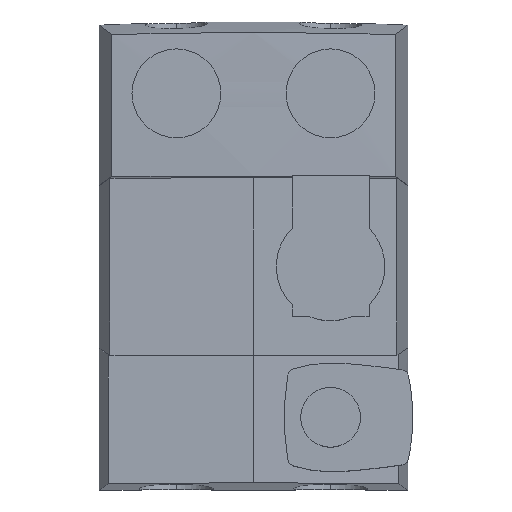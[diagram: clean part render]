
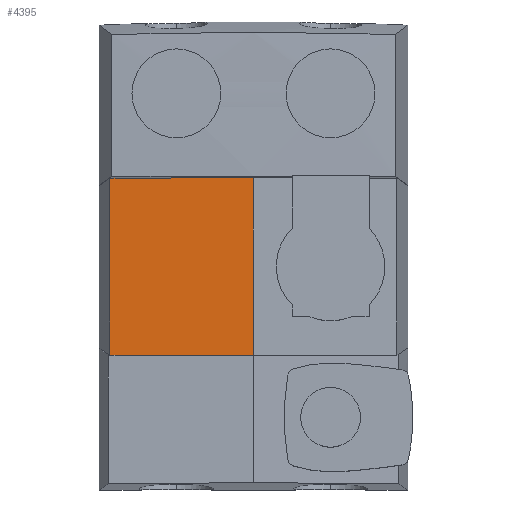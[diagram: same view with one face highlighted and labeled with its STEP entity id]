
A CAD part, top view. The second image highlights one B-rep face of the part: STEP entity #4395.
In plain terms, the highlighted cylindrical face has radius 2500 mm (diameter 5000 mm), a partial arc.
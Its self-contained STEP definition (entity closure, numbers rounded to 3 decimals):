
#52 = CARTESIAN_POINT ( 'NONE',  ( -58.233, -72.055, 91.729 ) ) ;
#67 = EDGE_CURVE ( 'NONE', #2665, #4699, #3702, .T. ) ;
#76 = EDGE_CURVE ( 'NONE', #2433, #4396, #2080, .T. ) ;
#308 = DIRECTION ( 'NONE',  ( 0., 1., 0. ) ) ;
#672 = EDGE_CURVE ( 'NONE', #4699, #4396, #2656, .T. ) ;
#873 = CARTESIAN_POINT ( 'NONE',  ( -116.333, -80., 89.474 ) ) ;
#1085 = CARTESIAN_POINT ( 'NONE',  ( -96.977, -71.872, 90.376 ) ) ;
#1758 = EDGE_LOOP ( 'NONE', ( #4600, #4081, #5559, #6116 ) ) ;
#1974 = CARTESIAN_POINT ( 'NONE',  ( 0., -80., 92.182 ) ) ;
#2080 = LINE ( 'NONE', #1974, #3505 ) ;
#2145 = CARTESIAN_POINT ( 'NONE',  ( 0., -72.116, 92.182 ) ) ;
#2158 = CARTESIAN_POINT ( 'NONE',  ( -38.778, 72.116, 92.182 ) ) ;
#2433 = VERTEX_POINT ( 'NONE', #2596 ) ;
#2596 = CARTESIAN_POINT ( 'NONE',  ( 0., -72.116, 92.182 ) ) ;
#2652 = FACE_OUTER_BOUND ( 'NONE', #1758, .T. ) ;
#2656 = B_SPLINE_CURVE_WITH_KNOTS ( 'NONE', 3,
 ( #7034, #4267, #2158, #6507 ),
 .UNSPECIFIED., .F., .F.,
 ( 4, 4 ),
 ( 0.014, 0.13 ),
 .UNSPECIFIED. ) ;
#2665 = VERTEX_POINT ( 'NONE', #4693 ) ;
#3048 = B_SPLINE_CURVE_WITH_KNOTS ( 'NONE', 3,
 ( #2145, #4868, #52, #1085, #6496 ),
 .UNSPECIFIED., .F., .F.,
 ( 4, 1, 4 ),
 ( 9.558, 9.616, 9.674 ),
 .UNSPECIFIED. ) ;
#3505 = VECTOR ( 'NONE', #308, 1000. ) ;
#3702 = LINE ( 'NONE', #873, #5667 ) ;
#3735 = DIRECTION ( 'NONE',  ( 0., 1., 0. ) ) ;
#4081 = ORIENTED_EDGE ( 'NONE', *, *, #76, .T. ) ;
#4267 = CARTESIAN_POINT ( 'NONE',  ( -77.555, 71.994, 91.28 ) ) ;
#4327 = CYLINDRICAL_SURFACE ( 'NONE', #5935, 2500. ) ;
#4390 = CARTESIAN_POINT ( 'NONE',  ( -116.333, 71.751, 89.474 ) ) ;
#4395 = ADVANCED_FACE ( 'NONE', ( #2652 ), #4327, .T. ) ;
#4396 = VERTEX_POINT ( 'NONE', #5856 ) ;
#4600 = ORIENTED_EDGE ( 'NONE', *, *, #6064, .F. ) ;
#4693 = CARTESIAN_POINT ( 'NONE',  ( -116.333, -71.751, 89.474 ) ) ;
#4699 = VERTEX_POINT ( 'NONE', #4390 ) ;
#4833 = DIRECTION ( 'NONE',  ( 0., 0., 1. ) ) ;
#4868 = CARTESIAN_POINT ( 'NONE',  ( -19.422, -72.116, 92.182 ) ) ;
#5559 = ORIENTED_EDGE ( 'NONE', *, *, #672, .F. ) ;
#5667 = VECTOR ( 'NONE', #3735, 1000. ) ;
#5856 = CARTESIAN_POINT ( 'NONE',  ( 0., 72.116, 92.182 ) ) ;
#5889 = DIRECTION ( 'NONE',  ( 0., 1., 0. ) ) ;
#5935 = AXIS2_PLACEMENT_3D ( 'NONE', #6425, #5889, #4833 ) ;
#6064 = EDGE_CURVE ( 'NONE', #2433, #2665, #3048, .T. ) ;
#6116 = ORIENTED_EDGE ( 'NONE', *, *, #67, .F. ) ;
#6425 = CARTESIAN_POINT ( 'NONE',  ( 0., -80., -2407.818 ) ) ;
#6496 = CARTESIAN_POINT ( 'NONE',  ( -116.333, -71.751, 89.474 ) ) ;
#6507 = CARTESIAN_POINT ( 'NONE',  ( 0., 72.116, 92.182 ) ) ;
#7034 = CARTESIAN_POINT ( 'NONE',  ( -116.333, 71.751, 89.474 ) ) ;
